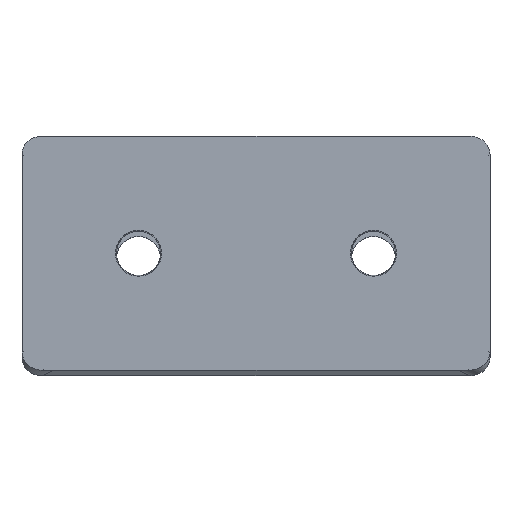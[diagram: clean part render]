
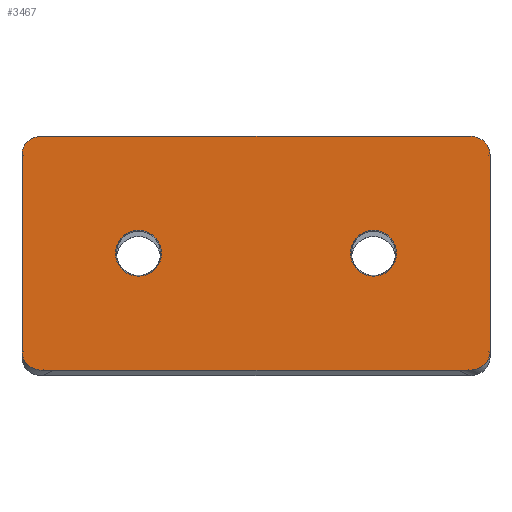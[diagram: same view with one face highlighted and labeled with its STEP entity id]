
A CAD part, top view. The second image highlights one B-rep face of the part: STEP entity #3467.
In plain terms, the highlighted planar face has unit normal (0, 0, 1).
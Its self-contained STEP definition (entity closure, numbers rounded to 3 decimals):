
#95=ELLIPSE('',#3880,4.88,4.);
#96=ELLIPSE('',#3881,4.88,4.);
#97=ELLIPSE('',#3882,4.88,4.);
#98=ELLIPSE('',#3883,4.88,4.);
#114=FACE_BOUND('',#1097,.T.);
#115=FACE_BOUND('',#1098,.T.);
#153=PLANE('',#3879);
#342=LINE('',#7405,#569);
#387=LINE('',#7619,#614);
#389=LINE('',#7627,#616);
#390=LINE('',#7632,#617);
#569=VECTOR('',#4450,1000.);
#614=VECTOR('',#4591,1000.);
#616=VECTOR('',#4601,1000.);
#617=VECTOR('',#4606,1000.);
#874=FACE_OUTER_BOUND('',#1096,.T.);
#1096=EDGE_LOOP('',(#2648,#2649,#2650,#2651,#2652,#2653,#2654,#2655));
#1097=EDGE_LOOP('',(#2656));
#1098=EDGE_LOOP('',(#2657));
#1304=CIRCLE('',#3759,4.4);
#1306=CIRCLE('',#3762,4.4);
#1513=VERTEX_POINT('',#6825);
#1515=VERTEX_POINT('',#6831);
#1594=VERTEX_POINT('',#7396);
#1597=VERTEX_POINT('',#7403);
#1646=VERTEX_POINT('',#7613);
#1648=VERTEX_POINT('',#7617);
#1649=VERTEX_POINT('',#7624);
#1650=VERTEX_POINT('',#7626);
#1651=VERTEX_POINT('',#7629);
#1652=VERTEX_POINT('',#7631);
#1847=EDGE_CURVE('',#1513,#1513,#1304,.T.);
#1850=EDGE_CURVE('',#1515,#1515,#1306,.T.);
#1951=EDGE_CURVE('',#1594,#1597,#342,.T.);
#2026=EDGE_CURVE('',#1646,#1648,#387,.T.);
#2028=EDGE_CURVE('',#1597,#1649,#95,.T.);
#2029=EDGE_CURVE('',#1649,#1650,#389,.T.);
#2030=EDGE_CURVE('',#1650,#1646,#96,.T.);
#2031=EDGE_CURVE('',#1648,#1651,#97,.T.);
#2032=EDGE_CURVE('',#1651,#1652,#390,.T.);
#2033=EDGE_CURVE('',#1652,#1594,#98,.T.);
#2648=ORIENTED_EDGE('',*,*,#1951,.T.);
#2649=ORIENTED_EDGE('',*,*,#2028,.T.);
#2650=ORIENTED_EDGE('',*,*,#2029,.T.);
#2651=ORIENTED_EDGE('',*,*,#2030,.T.);
#2652=ORIENTED_EDGE('',*,*,#2026,.T.);
#2653=ORIENTED_EDGE('',*,*,#2031,.T.);
#2654=ORIENTED_EDGE('',*,*,#2032,.T.);
#2655=ORIENTED_EDGE('',*,*,#2033,.T.);
#2656=ORIENTED_EDGE('',*,*,#1847,.T.);
#2657=ORIENTED_EDGE('',*,*,#1850,.T.);
#3467=ADVANCED_FACE('',(#874,#114,#115),#153,.T.);
#3759=AXIS2_PLACEMENT_3D('',#6827,#4260,#4261);
#3762=AXIS2_PLACEMENT_3D('',#6833,#4267,#4268);
#3879=AXIS2_PLACEMENT_3D('',#7623,#4597,#4598);
#3880=AXIS2_PLACEMENT_3D('',#7625,#4599,#4600);
#3881=AXIS2_PLACEMENT_3D('',#7628,#4602,#4603);
#3882=AXIS2_PLACEMENT_3D('',#7630,#4604,#4605);
#3883=AXIS2_PLACEMENT_3D('',#7633,#4607,#4608);
#4260=DIRECTION('center_axis',(0.,0.,-1.));
#4261=DIRECTION('ref_axis',(1.,0.,0.));
#4267=DIRECTION('center_axis',(0.,0.,-1.));
#4268=DIRECTION('ref_axis',(1.,0.,0.));
#4450=DIRECTION('',(0.,1.,0.));
#4591=DIRECTION('',(0.,-1.,0.));
#4597=DIRECTION('center_axis',(0.,0.,1.));
#4598=DIRECTION('ref_axis',(1.,0.,0.));
#4599=DIRECTION('center_axis',(0.,0.,
1.));
#4600=DIRECTION('ref_axis',(0.894,0.447,0.));
#4601=DIRECTION('',(-1.,0.,0.));
#4602=DIRECTION('center_axis',(0.,0.,
1.));
#4603=DIRECTION('ref_axis',(0.894,-0.447,0.));
#4604=DIRECTION('center_axis',(0.,0.,
1.));
#4605=DIRECTION('ref_axis',(0.894,0.447,0.));
#4606=DIRECTION('',(1.,0.,0.));
#4607=DIRECTION('center_axis',(0.,0.,
1.));
#4608=DIRECTION('ref_axis',(0.894,-0.447,0.));
#6825=CARTESIAN_POINT('',(18.1,0.,9.));
#6827=CARTESIAN_POINT('Origin',(22.5,0.,9.));
#6831=CARTESIAN_POINT('',(-26.9,0.,9.));
#6833=CARTESIAN_POINT('Origin',(-22.5,0.,9.));
#7396=CARTESIAN_POINT('',(44.8,-18.872,9.));
#7403=CARTESIAN_POINT('',(44.8,18.872,9.));
#7405=CARTESIAN_POINT('',(44.8,-24.,9.));
#7613=CARTESIAN_POINT('',(-44.8,18.872,9.));
#7617=CARTESIAN_POINT('',(-44.8,-18.872,9.));
#7619=CARTESIAN_POINT('',(-44.8,-24.,9.));
#7623=CARTESIAN_POINT('Origin',(-45.5,-23.,9.));
#7624=CARTESIAN_POINT('',(40.829,22.4,9.));
#7625=CARTESIAN_POINT('Origin',(40.083,18.209,9.));
#7626=CARTESIAN_POINT('',(-40.829,22.4,9.));
#7627=CARTESIAN_POINT('',(-45.5,22.4,9.));
#7628=CARTESIAN_POINT('Origin',(-40.083,18.209,9.));
#7629=CARTESIAN_POINT('',(-40.829,-22.4,9.));
#7630=CARTESIAN_POINT('Origin',(-40.083,-18.209,9.));
#7631=CARTESIAN_POINT('',(40.829,-22.4,9.));
#7632=CARTESIAN_POINT('',(-45.5,-22.4,9.));
#7633=CARTESIAN_POINT('Origin',(40.083,-18.209,9.));
